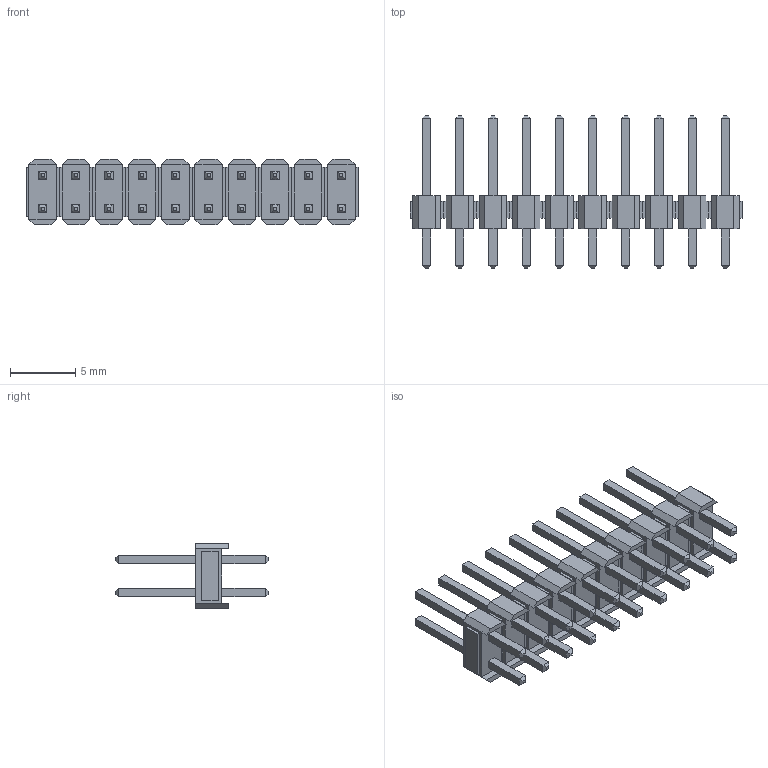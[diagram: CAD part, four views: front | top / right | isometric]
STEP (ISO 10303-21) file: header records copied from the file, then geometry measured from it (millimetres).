
FILE_DESCRIPTION (( 'STEP AP214' ), '1' );
FILE_NAME ('PLD-20.STEP', '2019-06-28T08:54:32', ( '' ), ( '' ), 'SwSTEP 2.0', 'SolidWorks 2018', '' );
FILE_SCHEMA (( 'AUTOMOTIVE_DESIGN' ));
Length unit declared in the file: millimetre
Products named in the file (1): PLD-20
Bounding box: 25.4 x 11.64 x 5 mm (x, y, z)
Volume: 310 mm3; surface area: 1041.6 mm2
Topology: 10 solids, 10 shells, 600 faces, 1360 edges, 840 vertices
Faces by surface type: plane 600
Entity records: 22879 total; most frequent: CARTESIAN_POINT 2801, ORIENTED_EDGE 2720, DIRECTION 2562, VECTOR 1360, EDGE_CURVE 1360, LINE 1360, VERTEX_POINT 840, EDGE_LOOP 660
